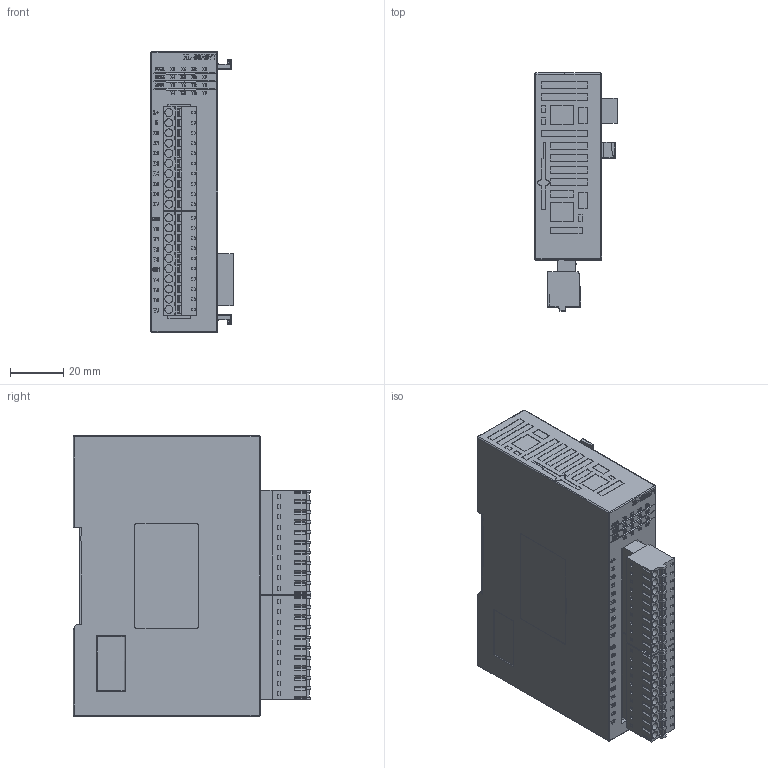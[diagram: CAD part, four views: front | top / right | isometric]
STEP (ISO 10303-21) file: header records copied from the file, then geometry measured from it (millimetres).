
FILE_DESCRIPTION(/* description */ (''),/* implementation_level */ '2;1');
FILE_NAME(/* name */ 'XL-E8X~1',/* time_stamp */ '2022-08-13T16:34:19+08:00',/* author */ (''),/* organization */ (''),/* preprocessor_version */ 'ST-DEVELOPER v16.5',/* originating_system */ '',/* authorisation */ '');
FILE_SCHEMA (('CONFIG_CONTROL_DESIGN'));
Products named in the file (1): Document
Bounding box: 30.8 x 88.99 x 105 mm (x, y, z)
Volume: 195159.2 mm3; surface area: 32396.4 mm2
Topology: 92 solids, 92 shells, 3042 faces, 8006 edges, 5290 vertices
Faces by surface type: plane 2223, bspline 666, cylinder 153
Entity records: 98094 total; most frequent: CARTESIAN_POINT 43555, ORIENTED_EDGE 16010, EDGE_CURVE 8005, B_SPLINE_CURVE_WITH_KNOTS 7692, VERTEX_POINT 5290, EDGE_LOOP 3229, ADVANCED_FACE 3042, FACE_OUTER_BOUND 3042
